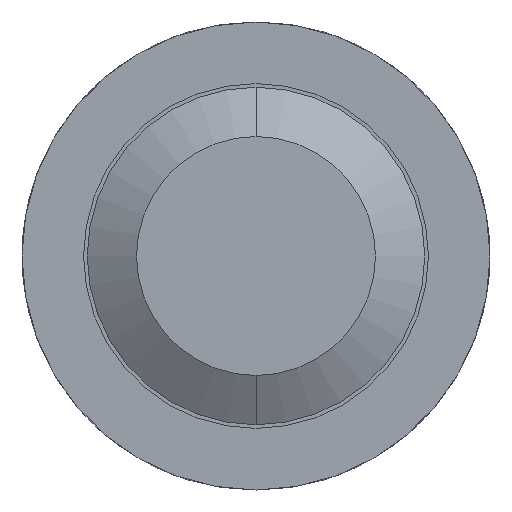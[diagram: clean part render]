
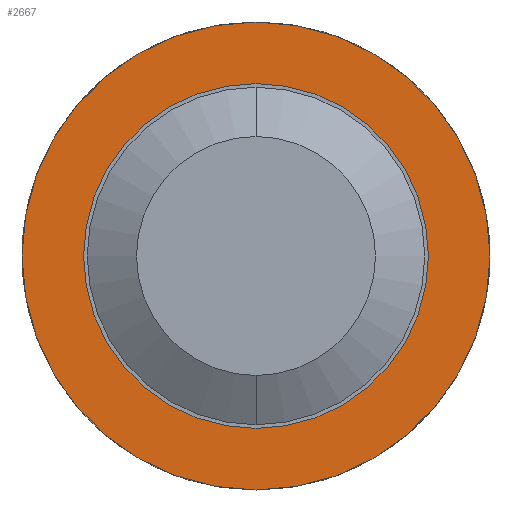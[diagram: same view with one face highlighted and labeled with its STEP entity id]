
A CAD part, front view. The second image highlights one B-rep face of the part: STEP entity #2667.
In plain terms, the highlighted planar face has unit normal (0, -1, 0).
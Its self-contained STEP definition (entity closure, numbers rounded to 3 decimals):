
#16 = CARTESIAN_POINT ( 'NONE',  ( 0., -2.5, 0.95 ) ) ;
#44 = VERTEX_POINT ( 'NONE', #1685 ) ;
#257 = DIRECTION ( 'NONE',  ( 0., 0., 1. ) ) ;
#422 = EDGE_LOOP ( 'NONE', ( #3071, #2077 ) ) ;
#475 = FACE_BOUND ( 'NONE', #422, .T. ) ;
#493 = DIRECTION ( 'NONE',  ( 0., 1., 0. ) ) ;
#539 = PLANE ( 'NONE',  #1640 ) ;
#624 = EDGE_CURVE ( 'Defeature ausgef�hrt2_16+Defeature ausgef�hrt2_10+Defeature ausgef�hrt2_10+Defeature ausgef�hrt2_10', #3021, #2371, #3308, .T. ) ;
#778 = FACE_OUTER_BOUND ( 'NONE', #3615, .T. ) ;
#945 = CARTESIAN_POINT ( 'NONE',  ( 0., -2.5, 0. ) ) ;
#1089 = CARTESIAN_POINT ( 'NONE',  ( 0., -2.5, -0.685 ) ) ;
#1337 = AXIS2_PLACEMENT_3D ( 'NONE', #2938, #2658, #1753 ) ;
#1461 = AXIS2_PLACEMENT_3D ( 'NONE', #1480, #2320, #3459 ) ;
#1480 = CARTESIAN_POINT ( 'NONE',  ( 0., -2.5, 0. ) ) ;
#1516 = CIRCLE ( 'NONE', #1702, 0.685 ) ;
#1640 = AXIS2_PLACEMENT_3D ( 'NONE', #1979, #493, #257 ) ;
#1665 = EDGE_CURVE ( 'Defeature ausgef�hrt2_15+Defeature ausgef�hrt2_16+Defeature ausgef�hrt2_16+Defeature ausgef�hrt2_16', #3429, #44, #1870, .T. ) ;
#1685 = CARTESIAN_POINT ( 'NONE',  ( 0., -2.5, -0.95 ) ) ;
#1702 = AXIS2_PLACEMENT_3D ( 'NONE', #3701, #3442, #3120 ) ;
#1753 = DIRECTION ( 'NONE',  ( 0., 0., 1. ) ) ;
#1772 = EDGE_CURVE ( 'Defeature ausgef�hrt2_16+Defeature ausgef�hrt2_10+Defeature ausgef�hrt2_10+Defeature ausgef�hrt2_10', #2371, #3021, #1516, .T. ) ;
#1817 = AXIS2_PLACEMENT_3D ( 'NONE', #945, #2081, #2457 ) ;
#1870 = CIRCLE ( 'NONE', #1817, 0.95 ) ;
#1886 = EDGE_CURVE ( 'Defeature ausgef�hrt2_15+Defeature ausgef�hrt2_16+Defeature ausgef�hrt2_16+Defeature ausgef�hrt2_16', #44, #3429, #3064, .T. ) ;
#1979 = CARTESIAN_POINT ( 'NONE',  ( 0.95, -2.5, 0. ) ) ;
#2077 = ORIENTED_EDGE ( 'NONE', *, *, #624, .T. ) ;
#2081 = DIRECTION ( 'NONE',  ( 0., 1., 0. ) ) ;
#2320 = DIRECTION ( 'NONE',  ( 0., 1., 0. ) ) ;
#2344 = ORIENTED_EDGE ( 'NONE', *, *, #1886, .F. ) ;
#2371 = VERTEX_POINT ( 'NONE', #3187 ) ;
#2457 = DIRECTION ( 'NONE',  ( 0., 0., 1. ) ) ;
#2658 = DIRECTION ( 'NONE',  ( 0., 1., 0. ) ) ;
#2667 = ADVANCED_FACE ( 'Defeature ausgef�hrt2_16', ( #778, #475 ), #539, .F. ) ;
#2938 = CARTESIAN_POINT ( 'NONE',  ( 0., -2.5, 0. ) ) ;
#3021 = VERTEX_POINT ( 'NONE', #1089 ) ;
#3064 = CIRCLE ( 'NONE', #1461, 0.95 ) ;
#3071 = ORIENTED_EDGE ( 'NONE', *, *, #1772, .T. ) ;
#3120 = DIRECTION ( 'NONE',  ( 0., 0., 1. ) ) ;
#3187 = CARTESIAN_POINT ( 'NONE',  ( 0., -2.5, 0.685 ) ) ;
#3308 = CIRCLE ( 'NONE', #1337, 0.685 ) ;
#3329 = ORIENTED_EDGE ( 'NONE', *, *, #1665, .F. ) ;
#3429 = VERTEX_POINT ( 'NONE', #16 ) ;
#3442 = DIRECTION ( 'NONE',  ( 0., 1., 0. ) ) ;
#3459 = DIRECTION ( 'NONE',  ( 0., 0., 1. ) ) ;
#3615 = EDGE_LOOP ( 'NONE', ( #3329, #2344 ) ) ;
#3701 = CARTESIAN_POINT ( 'NONE',  ( 0., -2.5, 0. ) ) ;
